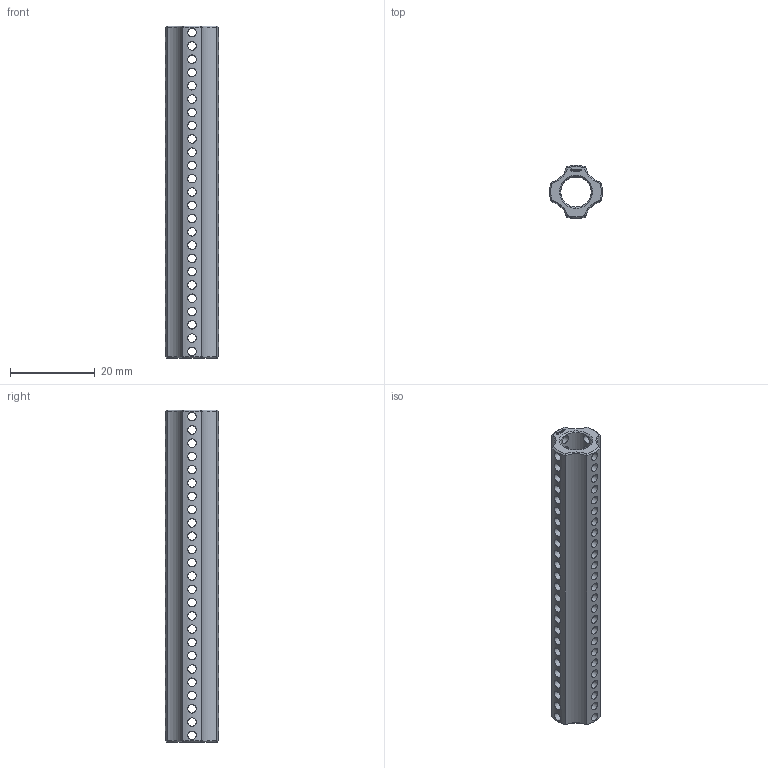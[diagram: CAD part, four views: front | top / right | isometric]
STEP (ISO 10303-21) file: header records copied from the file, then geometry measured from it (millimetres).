
FILE_DESCRIPTION(('FreeCAD Model'),'2;1');
FILE_NAME('Open CASCADE Shape Model','2024-02-18T17:25:02',(''),(''), 'Open CASCADE STEP processor 7.6','FreeCAD','Unknown');
FILE_SCHEMA(('AUTOMOTIVE_DESIGN { 1 0 10303 214 1 1 1 1 }'));
Length unit declared in the file: millimetre
Products named in the file (1): Power-Transmission Hub PLN IDX FRE BU06.25 - SPN-PTH-0124 
(stemfie.org)
Bounding box: 12.5 x 12.5 x 78.12 mm (x, y, z)
Volume: 4216 mm3; surface area: 6026.2 mm2
Topology: 1 solids, 1 shells, 562 faces, 1694 edges, 1140 vertices
Faces by surface type: plane 327, cylinder 109, extrusion 108, cone 18
Full cylindrical faces by diameter (mm): 2 x100, 7.2 x1
Entity records: 69624 total; most frequent: CARTESIAN_POINT 37983, DIRECTION 4788, VECTOR 3756, LINE 3648, ORIENTED_EDGE 3388, PCURVE 3388, DEFINITIONAL_REPRESENTATION 3388, EDGE_CURVE 1694
